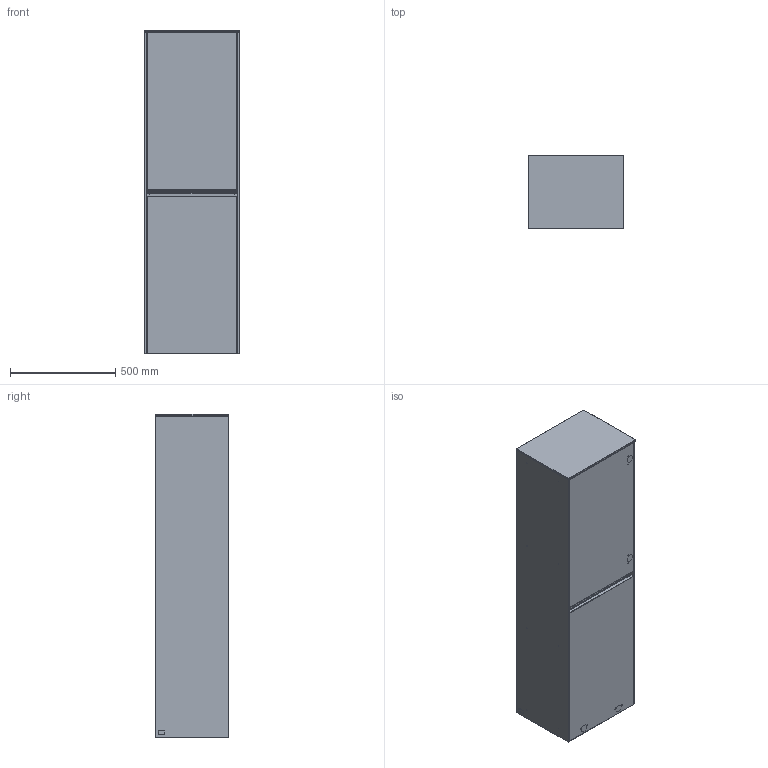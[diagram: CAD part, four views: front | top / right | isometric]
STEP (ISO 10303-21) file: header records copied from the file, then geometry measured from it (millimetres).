
FILE_DESCRIPTION((' '),'2;1');
FILE_NAME('C03401.stp','2022-04-22T07:08:10',(' '),(' '),' ','ACIS',' ');
FILE_SCHEMA(('CONFIG_CONTROL_DESIGN'));
Length unit declared in the file: millimetre
Products named in the file (17): C03401.stp; Körper1; Körper2; Körper3; Körper4; Körper5; Körper6; Körper7; Körper8; Körper9; Körper10; Körper11; Körper12; Körper13; Körper14; Körper15; Körper16
Assembly tree (16 placements, depth 2):
  C03401.stp
    Körper1
    Körper2
    Körper3
    Körper4
    Körper5
    Körper6
    Körper7
    Körper8
    Körper9
    Körper10
    Körper11
    Körper12
    Körper13
    Körper14
    Körper15
    Körper16
Bounding box: 454 x 349 x 1538 mm (x, y, z)
Volume: 48602623.9 mm3; surface area: 9661507.2 mm2
Topology: 16 solids, 16 shells, 738 faces, 1615 edges, 1046 vertices
Faces by surface type: plane 460, cylinder 256, cone 8, torus 8, sphere 4, bspline 2
Full cylindrical faces by diameter (mm): 3 x38, 5 x20, 6.5 x16, 8 x42, 8.02 x34, 10 x6, 14 x5, 35 x4
Entity records: 23062 total; most frequent: CARTESIAN_POINT 4788, DIRECTION 3424, ORIENTED_EDGE 2840, EDGE_CURVE 1420, AXIS2_PLACEMENT_3D 1286, EDGE_LOOP 1092, VERTEX_POINT 1020, VECTOR 852
